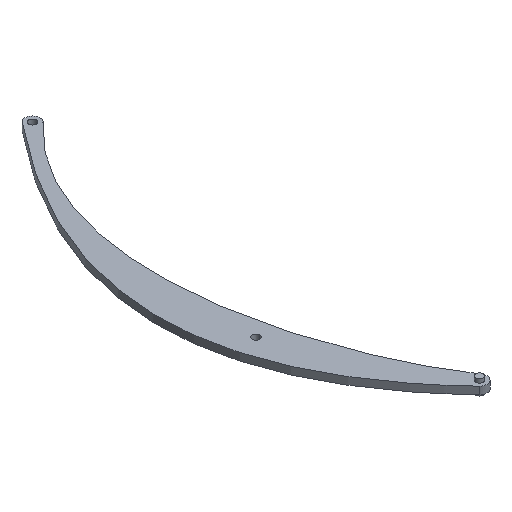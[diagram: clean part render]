
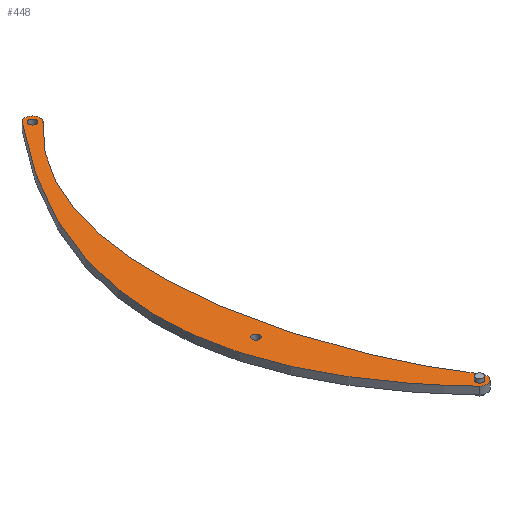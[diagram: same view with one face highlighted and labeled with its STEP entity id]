
A CAD part, isometric view. The second image highlights one B-rep face of the part: STEP entity #448.
In plain terms, the highlighted planar face has unit normal (0, 0, 1).
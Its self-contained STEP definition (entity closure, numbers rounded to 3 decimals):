
#7 = CARTESIAN_POINT ( 'NONE',  ( 0., 0., 5. ) ) ;
#18 = CARTESIAN_POINT ( 'NONE',  ( -7.075, -7.067, 5. ) ) ;
#20 = AXIS2_PLACEMENT_3D ( 'NONE', #318, #280, #65 ) ;
#22 = CARTESIAN_POINT ( 'NONE',  ( -100., 200., 5. ) ) ;
#28 = CIRCLE ( 'NONE', #244, 5. ) ;
#36 = CIRCLE ( 'NONE', #154, 10. ) ;
#40 = CARTESIAN_POINT ( 'NONE',  ( -6.425, 607.663, 5. ) ) ;
#42 = ORIENTED_EDGE ( 'NONE', *, *, #256, .T. ) ;
#50 = CARTESIAN_POINT ( 'NONE',  ( 8.028, 5.962, 5. ) ) ;
#56 = ORIENTED_EDGE ( 'NONE', *, *, #548, .T. ) ;
#65 = DIRECTION ( 'NONE',  ( 1., 0., 0. ) ) ;
#78 = EDGE_LOOP ( 'NONE', ( #270, #204, #42, #56 ) ) ;
#79 = AXIS2_PLACEMENT_3D ( 'NONE', #191, #484, #359 ) ;
#81 = B_SPLINE_CURVE_WITH_KNOTS ( 'NONE', 3,
 ( #157, #283, #453, #450 ),
 .UNSPECIFIED., .F., .F.,
 ( 4, 4 ),
 ( 0., 1. ),
 .UNSPECIFIED. ) ;
#85 = EDGE_LOOP ( 'NONE', ( #382, #99 ) ) ;
#89 = CARTESIAN_POINT ( 'NONE',  ( 0., 0., 5. ) ) ;
#90 = PLANE ( 'NONE',  #464 ) ;
#92 = ORIENTED_EDGE ( 'NONE', *, *, #297, .F. ) ;
#94 = CARTESIAN_POINT ( 'NONE',  ( 6.055, 592.041, 5. ) ) ;
#99 = ORIENTED_EDGE ( 'NONE', *, *, #200, .F. ) ;
#104 = DIRECTION ( 'NONE',  ( 1., 0., 0. ) ) ;
#115 = AXIS2_PLACEMENT_3D ( 'NONE', #212, #337, #475 ) ;
#118 = EDGE_CURVE ( 'NONE', #520, #481, #81, .T. ) ;
#126 = VERTEX_POINT ( 'NONE', #365 ) ;
#131 = CARTESIAN_POINT ( 'NONE',  ( -7.075, -7.067, 5. ) ) ;
#145 = VERTEX_POINT ( 'NONE', #535 ) ;
#152 = DIRECTION ( 'NONE',  ( 1., 0., 0. ) ) ;
#154 = AXIS2_PLACEMENT_3D ( 'NONE', #89, #313, #271 ) ;
#155 = CARTESIAN_POINT ( 'NONE',  ( 0., 600., 5. ) ) ;
#157 = CARTESIAN_POINT ( 'NONE',  ( 6.055, 592.041, 5. ) ) ;
#191 = CARTESIAN_POINT ( 'NONE',  ( 0., 0., 5. ) ) ;
#192 = CARTESIAN_POINT ( 'NONE',  ( 0., 0., 5. ) ) ;
#200 = EDGE_CURVE ( 'NONE', #511, #126, #28, .T. ) ;
#203 = EDGE_CURVE ( 'NONE', #376, #440, #378, .T. ) ;
#204 = ORIENTED_EDGE ( 'NONE', *, *, #431, .T. ) ;
#212 = CARTESIAN_POINT ( 'NONE',  ( 0., 600., 5. ) ) ;
#225 = DIRECTION ( 'NONE',  ( 0., 0., 1. ) ) ;
#226 = FACE_OUTER_BOUND ( 'NONE', #78, .T. ) ;
#228 = AXIS2_PLACEMENT_3D ( 'NONE', #155, #487, #104 ) ;
#244 = AXIS2_PLACEMENT_3D ( 'NONE', #192, #360, #152 ) ;
#250 = EDGE_LOOP ( 'NONE', ( #92, #339 ) ) ;
#255 = ORIENTED_EDGE ( 'NONE', *, *, #361, .F. ) ;
#256 = EDGE_CURVE ( 'NONE', #426, #347, #282, .T. ) ;
#261 = DIRECTION ( 'NONE',  ( 1., 0., 0. ) ) ;
#266 = CARTESIAN_POINT ( 'NONE',  ( 0., 600., 5. ) ) ;
#270 = ORIENTED_EDGE ( 'NONE', *, *, #118, .F. ) ;
#271 = DIRECTION ( 'NONE',  ( 1., 0., 0. ) ) ;
#279 = DIRECTION ( 'NONE',  ( 0., 0., 1. ) ) ;
#280 = DIRECTION ( 'NONE',  ( 0., 0., 1. ) ) ;
#282 = B_SPLINE_CURVE_WITH_KNOTS ( 'NONE', 2,
 ( #346, #386, #131 ),
 .UNSPECIFIED., .F., .F.,
 ( 3, 3 ),
 ( 0., 1. ),
 .UNSPECIFIED. ) ;
#283 = CARTESIAN_POINT ( 'NONE',  ( -154.862, 445.13, 5. ) ) ;
#295 = VERTEX_POINT ( 'NONE', #355 ) ;
#297 = EDGE_CURVE ( 'NONE', #440, #376, #478, .T. ) ;
#305 = CIRCLE ( 'NONE', #79, 5. ) ;
#307 = CIRCLE ( 'NONE', #452, 5. ) ;
#308 = FACE_BOUND ( 'NONE', #433, .T. ) ;
#313 = DIRECTION ( 'NONE',  ( 0., 0., 1. ) ) ;
#318 = CARTESIAN_POINT ( 'NONE',  ( -100., 200., 5. ) ) ;
#334 = FACE_BOUND ( 'NONE', #250, .T. ) ;
#335 = EDGE_CURVE ( 'NONE', #126, #511, #305, .T. ) ;
#337 = DIRECTION ( 'NONE',  ( 0., 0., 1. ) ) ;
#339 = ORIENTED_EDGE ( 'NONE', *, *, #203, .F. ) ;
#346 = CARTESIAN_POINT ( 'NONE',  ( -6.425, 607.663, 5. ) ) ;
#347 = VERTEX_POINT ( 'NONE', #18 ) ;
#355 = CARTESIAN_POINT ( 'NONE',  ( -5., 600., 5. ) ) ;
#359 = DIRECTION ( 'NONE',  ( 1., 0., 0. ) ) ;
#360 = DIRECTION ( 'NONE',  ( 0., 0., 1. ) ) ;
#361 = EDGE_CURVE ( 'NONE', #145, #295, #463, .T. ) ;
#365 = CARTESIAN_POINT ( 'NONE',  ( -5., 0., 5. ) ) ;
#376 = VERTEX_POINT ( 'NONE', #384 ) ;
#378 = CIRCLE ( 'NONE', #20, 5. ) ;
#382 = ORIENTED_EDGE ( 'NONE', *, *, #335, .F. ) ;
#384 = CARTESIAN_POINT ( 'NONE',  ( -95., 200., 5. ) ) ;
#386 = CARTESIAN_POINT ( 'NONE',  ( -277.843, 277.304, 5. ) ) ;
#387 = CARTESIAN_POINT ( 'NONE',  ( -105., 200., 5. ) ) ;
#402 = DIRECTION ( 'NONE',  ( 1., 0., 0. ) ) ;
#422 = AXIS2_PLACEMENT_3D ( 'NONE', #22, #279, #526 ) ;
#426 = VERTEX_POINT ( 'NONE', #40 ) ;
#431 = EDGE_CURVE ( 'NONE', #520, #426, #519, .T. ) ;
#433 = EDGE_LOOP ( 'NONE', ( #443, #255 ) ) ;
#440 = VERTEX_POINT ( 'NONE', #387 ) ;
#443 = ORIENTED_EDGE ( 'NONE', *, *, #497, .F. ) ;
#448 = ADVANCED_FACE ( 'NONE', ( #334, #226, #506, #308 ), #90, .T. ) ;
#450 = CARTESIAN_POINT ( 'NONE',  ( 8.028, 5.962, 5. ) ) ;
#452 = AXIS2_PLACEMENT_3D ( 'NONE', #266, #225, #402 ) ;
#453 = CARTESIAN_POINT ( 'NONE',  ( -96.297, 163.306, 5. ) ) ;
#463 = CIRCLE ( 'NONE', #228, 5. ) ;
#464 = AXIS2_PLACEMENT_3D ( 'NONE', #7, #510, #261 ) ;
#475 = DIRECTION ( 'NONE',  ( 1., 0., 0. ) ) ;
#478 = CIRCLE ( 'NONE', #422, 5. ) ;
#481 = VERTEX_POINT ( 'NONE', #50 ) ;
#484 = DIRECTION ( 'NONE',  ( 0., 0., 1. ) ) ;
#487 = DIRECTION ( 'NONE',  ( 0., 0., 1. ) ) ;
#497 = EDGE_CURVE ( 'NONE', #295, #145, #307, .T. ) ;
#506 = FACE_BOUND ( 'NONE', #85, .T. ) ;
#510 = DIRECTION ( 'NONE',  ( 0., 0., 1. ) ) ;
#511 = VERTEX_POINT ( 'NONE', #516 ) ;
#516 = CARTESIAN_POINT ( 'NONE',  ( 5., 0., 5. ) ) ;
#519 = CIRCLE ( 'NONE', #115, 10. ) ;
#520 = VERTEX_POINT ( 'NONE', #94 ) ;
#526 = DIRECTION ( 'NONE',  ( 1., 0., 0. ) ) ;
#535 = CARTESIAN_POINT ( 'NONE',  ( 5., 600., 5. ) ) ;
#548 = EDGE_CURVE ( 'NONE', #347, #481, #36, .T. ) ;
